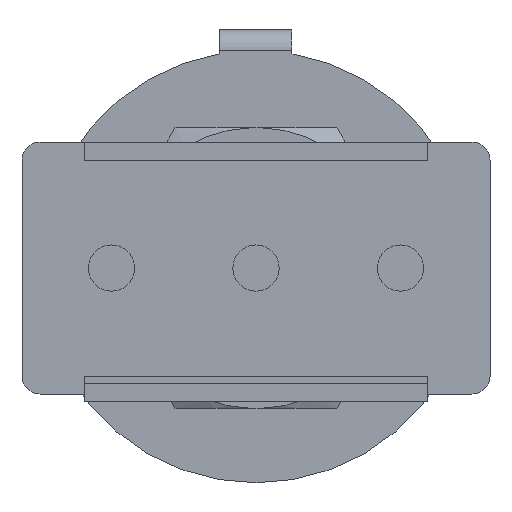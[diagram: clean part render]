
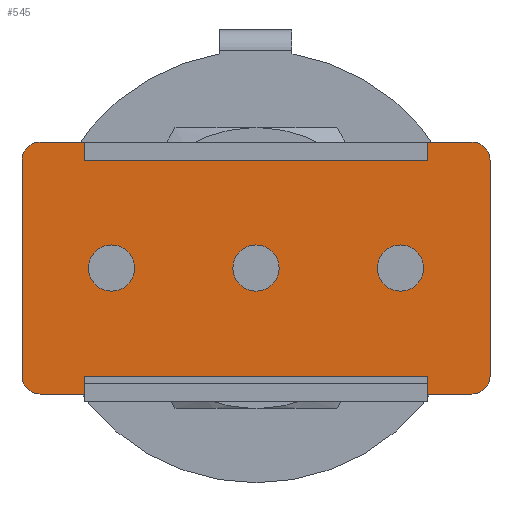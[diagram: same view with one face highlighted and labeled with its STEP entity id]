
A CAD part, front view. The second image highlights one B-rep face of the part: STEP entity #545.
In plain terms, the highlighted free-form (B-spline) face has degree [1, 1] with [2, 2] control points.
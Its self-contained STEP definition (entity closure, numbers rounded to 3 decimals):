
#33 = VERTEX_POINT('',#34);
#34 = CARTESIAN_POINT('',(-11.717,-0.118,4.05));
#40 = EDGE_CURVE('',#33,#41,#43,.T.);
#41 = VERTEX_POINT('',#42);
#42 = CARTESIAN_POINT('',(-11.406,-0.118,4.361));
#43 = CIRCLE('',#44,0.312);
#44 = AXIS2_PLACEMENT_3D('',#45,#46,#47);
#45 = CARTESIAN_POINT('',(-11.406,-0.118,4.05));
#46 = DIRECTION('',(0.,1.,-0.));
#47 = DIRECTION('',(-1.,0.,0.));
#73 = VERTEX_POINT('',#74);
#74 = CARTESIAN_POINT('',(-11.717,-0.118,0.312));
#80 = EDGE_CURVE('',#73,#33,#81,.T.);
#81 = LINE('',#82,#83);
#82 = CARTESIAN_POINT('',(-11.717,-0.118,0.312));
#83 = VECTOR('',#84,1.);
#84 = DIRECTION('',(0.,0.,1.));
#219 = VERTEX_POINT('',#220);
#220 = CARTESIAN_POINT('',(-11.406,-0.118,0.));
#226 = EDGE_CURVE('',#219,#73,#227,.T.);
#227 = CIRCLE('',#228,0.312);
#228 = AXIS2_PLACEMENT_3D('',#229,#230,#231);
#229 = CARTESIAN_POINT('',(-11.406,-0.118,0.312));
#230 = DIRECTION('',(0.,1.,0.));
#231 = DIRECTION('',(0.,0.,-1.));
#242 = EDGE_CURVE('',#243,#219,#245,.T.);
#243 = VERTEX_POINT('',#244);
#244 = CARTESIAN_POINT('',(-10.643,-0.118,
    0.));
#245 = LINE('',#246,#247);
#246 = CARTESIAN_POINT('',(-10.643,-0.118,0.));
#247 = VECTOR('',#248,1.);
#248 = DIRECTION('',(-1.,0.,0.));
#266 = EDGE_CURVE('',#267,#269,#271,.T.);
#267 = VERTEX_POINT('',#268);
#268 = CARTESIAN_POINT('',(-3.618,-0.118,0.312));
#269 = VERTEX_POINT('',#270);
#270 = CARTESIAN_POINT('',(-3.93,-0.118,0.));
#271 = CIRCLE('',#272,0.312);
#272 = AXIS2_PLACEMENT_3D('',#273,#274,#275);
#273 = CARTESIAN_POINT('',(-3.93,-0.118,0.312));
#274 = DIRECTION('',(-0.,1.,0.));
#275 = DIRECTION('',(1.,0.,0.));
#301 = VERTEX_POINT('',#302);
#302 = CARTESIAN_POINT('',(-3.618,-0.118,4.05));
#308 = EDGE_CURVE('',#267,#301,#309,.T.);
#309 = LINE('',#310,#311);
#310 = CARTESIAN_POINT('',(-3.618,-0.118,0.312));
#311 = VECTOR('',#312,1.);
#312 = DIRECTION('',(0.,0.,1.));
#322 = EDGE_CURVE('',#323,#301,#325,.T.);
#323 = VERTEX_POINT('',#324);
#324 = CARTESIAN_POINT('',(-3.93,-0.118,4.361));
#325 = CIRCLE('',#326,0.312);
#326 = AXIS2_PLACEMENT_3D('',#327,#328,#329);
#327 = CARTESIAN_POINT('',(-3.93,-0.118,4.05));
#328 = DIRECTION('',(0.,1.,0.));
#329 = DIRECTION('',(0.,0.,1.));
#350 = VERTEX_POINT('',#351);
#351 = CARTESIAN_POINT('',(-4.693,-0.118,4.361));
#357 = EDGE_CURVE('',#323,#350,#358,.T.);
#358 = LINE('',#359,#360);
#359 = CARTESIAN_POINT('',(-3.93,-0.118,4.361));
#360 = VECTOR('',#361,1.);
#361 = DIRECTION('',(-1.,0.,0.));
#372 = VERTEX_POINT('',#373);
#373 = CARTESIAN_POINT('',(-4.693,-0.118,
    0.));
#381 = VERTEX_POINT('',#382);
#382 = CARTESIAN_POINT('',(-4.693,-0.118,0.312));
#388 = EDGE_CURVE('',#381,#372,#389,.T.);
#389 = LINE('',#390,#391);
#390 = CARTESIAN_POINT('',(-4.693,-0.118,0.312));
#391 = VECTOR('',#392,1.);
#392 = DIRECTION('',(0.,0.,-1.));
#403 = VERTEX_POINT('',#404);
#404 = CARTESIAN_POINT('',(-10.643,-0.118,0.312));
#412 = EDGE_CURVE('',#243,#403,#413,.T.);
#413 = LINE('',#414,#415);
#414 = CARTESIAN_POINT('',(-10.643,-0.118,
    0.));
#415 = VECTOR('',#416,1.);
#416 = DIRECTION('',(0.,0.,1.));
#429 = EDGE_CURVE('',#403,#381,#430,.T.);
#430 = LINE('',#431,#432);
#431 = CARTESIAN_POINT('',(-10.643,-0.118,0.312));
#432 = VECTOR('',#433,1.);
#433 = DIRECTION('',(1.,0.,0.));
#444 = VERTEX_POINT('',#445);
#445 = CARTESIAN_POINT('',(-10.643,-0.118,4.05));
#453 = VERTEX_POINT('',#454);
#454 = CARTESIAN_POINT('',(-4.693,-0.118,4.05));
#460 = EDGE_CURVE('',#453,#444,#461,.T.);
#461 = LINE('',#462,#463);
#462 = CARTESIAN_POINT('',(-4.693,-0.118,4.05));
#463 = VECTOR('',#464,1.);
#464 = DIRECTION('',(-1.,0.,0.));
#475 = VERTEX_POINT('',#476);
#476 = CARTESIAN_POINT('',(-10.643,-0.118,4.361));
#484 = EDGE_CURVE('',#444,#475,#485,.T.);
#485 = LINE('',#486,#487);
#486 = CARTESIAN_POINT('',(-10.643,-0.118,4.05));
#487 = VECTOR('',#488,1.);
#488 = DIRECTION('',(0.,0.,1.));
#501 = EDGE_CURVE('',#350,#453,#502,.T.);
#502 = LINE('',#503,#504);
#503 = CARTESIAN_POINT('',(-4.693,-0.118,4.361));
#504 = VECTOR('',#505,1.);
#505 = DIRECTION('',(0.,0.,-1.));
#517 = EDGE_CURVE('',#269,#372,#518,.T.);
#518 = LINE('',#519,#520);
#519 = CARTESIAN_POINT('',(-3.93,-0.118,0.));
#520 = VECTOR('',#521,1.);
#521 = DIRECTION('',(-1.,0.,0.));
#533 = EDGE_CURVE('',#475,#41,#534,.T.);
#534 = LINE('',#535,#536);
#535 = CARTESIAN_POINT('',(-10.643,-0.118,4.361));
#536 = VECTOR('',#537,1.);
#537 = DIRECTION('',(-1.,0.,0.));
#545 = ADVANCED_FACE('',(#546),#564,.T.);
#546 = FACE_BOUND('',#547,.T.);
#547 = EDGE_LOOP('',(#548,#549,#550,#551,#552,#553,#554,#555,#556,#557,
    #558,#559,#560,#561,#562,#563));
#548 = ORIENTED_EDGE('',*,*,#40,.F.);
#549 = ORIENTED_EDGE('',*,*,#80,.F.);
#550 = ORIENTED_EDGE('',*,*,#226,.F.);
#551 = ORIENTED_EDGE('',*,*,#242,.F.);
#552 = ORIENTED_EDGE('',*,*,#412,.T.);
#553 = ORIENTED_EDGE('',*,*,#429,.T.);
#554 = ORIENTED_EDGE('',*,*,#388,.T.);
#555 = ORIENTED_EDGE('',*,*,#517,.F.);
#556 = ORIENTED_EDGE('',*,*,#266,.F.);
#557 = ORIENTED_EDGE('',*,*,#308,.T.);
#558 = ORIENTED_EDGE('',*,*,#322,.F.);
#559 = ORIENTED_EDGE('',*,*,#357,.T.);
#560 = ORIENTED_EDGE('',*,*,#501,.T.);
#561 = ORIENTED_EDGE('',*,*,#460,.T.);
#562 = ORIENTED_EDGE('',*,*,#484,.T.);
#563 = ORIENTED_EDGE('',*,*,#533,.T.);
#564 = B_SPLINE_SURFACE_WITH_KNOTS('',1,1,(
    (#565,#566)
    ,(#567,#568
    )),.UNSPECIFIED.,.F.,.F.,.F.,(2,2),(2,2),(-7.,0.),(-13.,0.),
  .PIECEWISE_BEZIER_KNOTS.);
#565 = CARTESIAN_POINT('',(-11.717,-0.118,4.361));
#566 = CARTESIAN_POINT('',(-3.618,-0.118,4.361));
#567 = CARTESIAN_POINT('',(-11.717,-0.118,0.));
#568 = CARTESIAN_POINT('',(-3.618,-0.118,0.));
